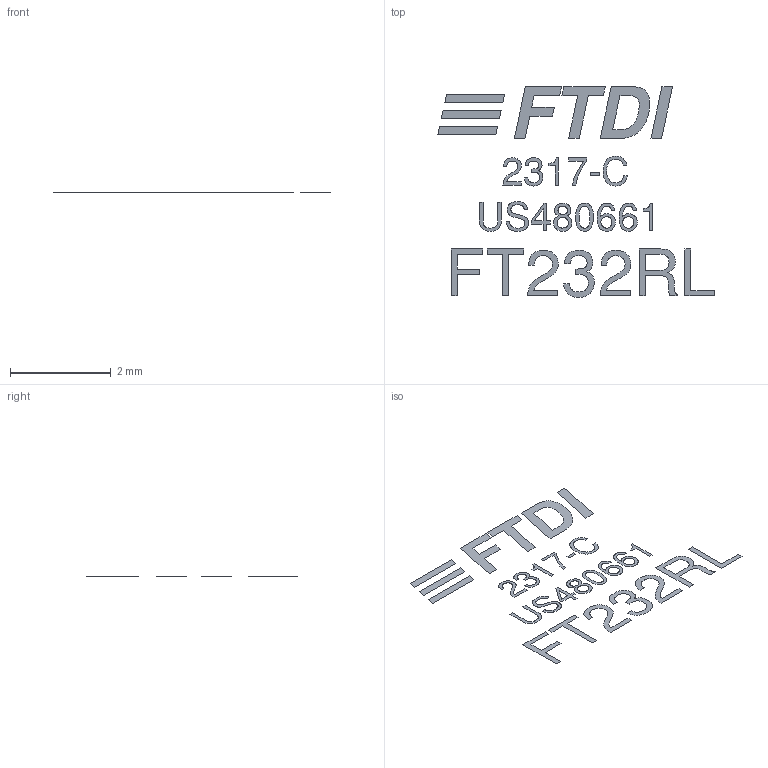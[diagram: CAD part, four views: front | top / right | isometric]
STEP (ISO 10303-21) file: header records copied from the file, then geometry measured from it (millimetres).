
FILE_DESCRIPTION(('FreeCAD Model'),'2;1');
FILE_NAME('Open CASCADE Shape Model','2023-04-28T07:16:33',('Author'),( ''),'Open CASCADE STEP processor 7.5','FreeCAD','Unknown');
FILE_SCHEMA(('AUTOMOTIVE_DESIGN { 1 0 10303 214 1 1 1 1 }'));
Length unit declared in the file: millimetre
Products named in the file (8): text_smd_Line02; Line01; Line02; Line03; Line04; Line05; Line06; Line07
Assembly tree (7 placements, depth 2):
  text_smd_Line02
    Line01
    Line02
    Line03
    Line04
    Line05
    Line06
    Line07
Bounding box: 5.49 x 4.18 x 0 mm (x, y, z)
Surface area: 4.6 mm2 (no closed solid volume)
Topology: 0 solids, 28 shells, 28 faces, 426 edges, 426 vertices
Faces by surface type: plane 28
Entity records: 4106 total; most frequent: CARTESIAN_POINT 1434, ORIENTED_EDGE 426, EDGE_CURVE 426, VERTEX_POINT 426, B_SPLINE_CURVE_WITH_KNOTS 273, DIRECTION 225, LINE 153, VECTOR 153
